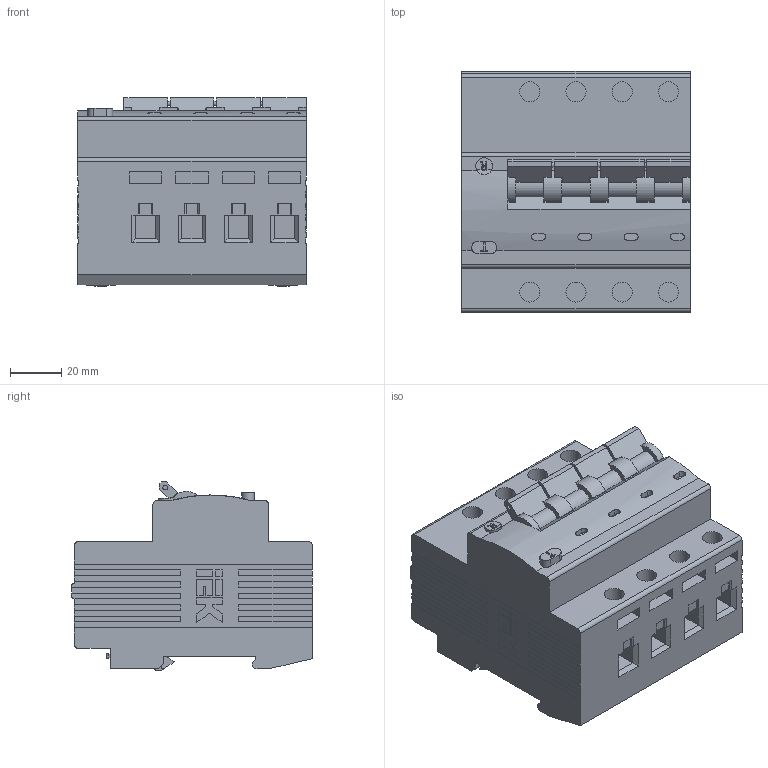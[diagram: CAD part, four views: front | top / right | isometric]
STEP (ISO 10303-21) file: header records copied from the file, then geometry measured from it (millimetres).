
FILE_DESCRIPTION (( 'STEP AP214' ), '1' );
FILE_NAME ('01.02.02.01 斂14.STEP', '2017-03-16T09:33:50', ( '' ), ( '' ), 'SwSTEP 2.0', 'SolidWorks 2014', '' );
FILE_SCHEMA (( 'AUTOMOTIVE_DESIGN' ));
Length unit declared in the file: millimetre
Products named in the file (1): 01.02.02.01 斂14
Bounding box: 89 x 93.8 x 73.33 mm (x, y, z)
Volume: 438083 mm3; surface area: 46860.3 mm2
Topology: 1 solids, 1 shells, 547 faces, 1486 edges, 974 vertices
Faces by surface type: plane 460, cylinder 67, bspline 20
Full cylindrical faces by diameter (mm): 1.8 x5, 6.5 x1, 7.8 x8
Entity records: 23852 total; most frequent: CARTESIAN_POINT 4121, ORIENTED_EDGE 2936, DIRECTION 2599, EDGE_CURVE 1468, VECTOR 1269, LINE 1269, VERTEX_POINT 970, AXIS2_PLACEMENT_3D 665
